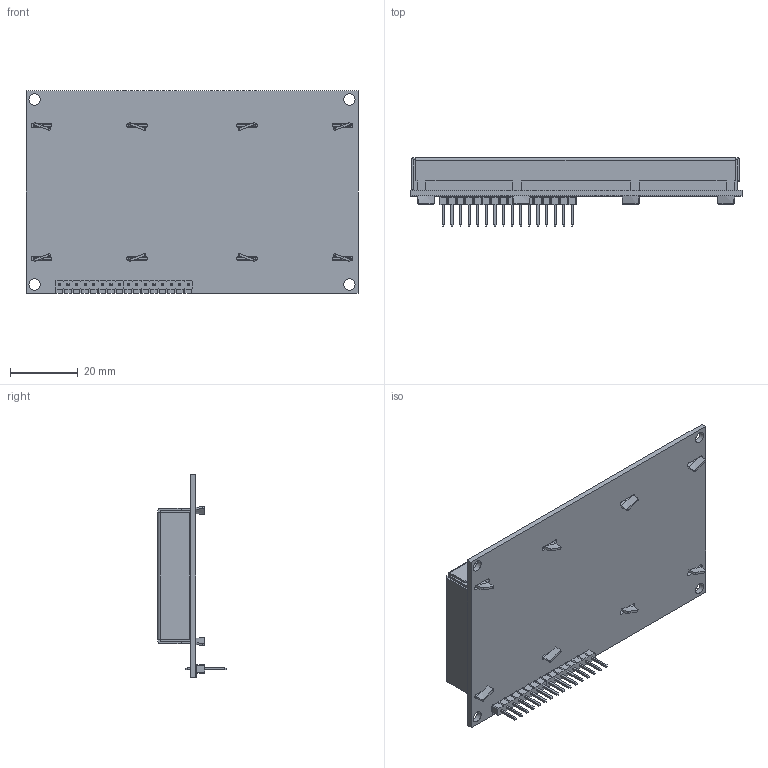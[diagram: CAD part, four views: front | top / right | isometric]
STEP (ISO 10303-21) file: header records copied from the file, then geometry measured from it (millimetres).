
FILE_DESCRIPTION(/* description */ (''),/* implementation_level */ '2;1');
FILE_NAME(/* name */ 'LCD Display 2004_v1.step',/* time_stamp */ '2025-03-29T15:26:33+01:00',/* author */ (''),/* organization */ (''),/* preprocessor_version */ 'ST-DEVELOPER v20.1',/* originating_system */ 'Autodesk Translation Framework v14.4.0.0',/* authorisation */ '');
FILE_SCHEMA (('AUTOMOTIVE_DESIGN { 1 0 10303 214 3 1 1 }'));
Length unit declared in the file: millimetre
Products named in the file (2): LCD Display 2004; zl201-8_p2-54_l20-3_w2-54_h8-89 v1
Assembly tree (2 placements, depth 2):
  LCD Display 2004
    zl201-8_p2-54_l20-3_w2-54_h8-89 v1  x2
Bounding box: 98.07 x 20.15 x 59.94 mm (x, y, z)
Volume: 45231.6 mm3; surface area: 16641.1 mm2
Topology: 3 solids, 3 shells, 1075 faces, 2758 edges, 1741 vertices
Faces by surface type: plane 854, bspline 116, cylinder 101, torus 4
Full cylindrical faces by diameter (mm): 1.143 x16, 3.353 x4
Entity records: 29556 total; most frequent: CARTESIAN_POINT 8214, ORIENTED_EDGE 4448, DIRECTION 3768, EDGE_CURVE 2224, LINE 1854, VECTOR 1854, VERTEX_POINT 1418, EDGE_LOOP 964
